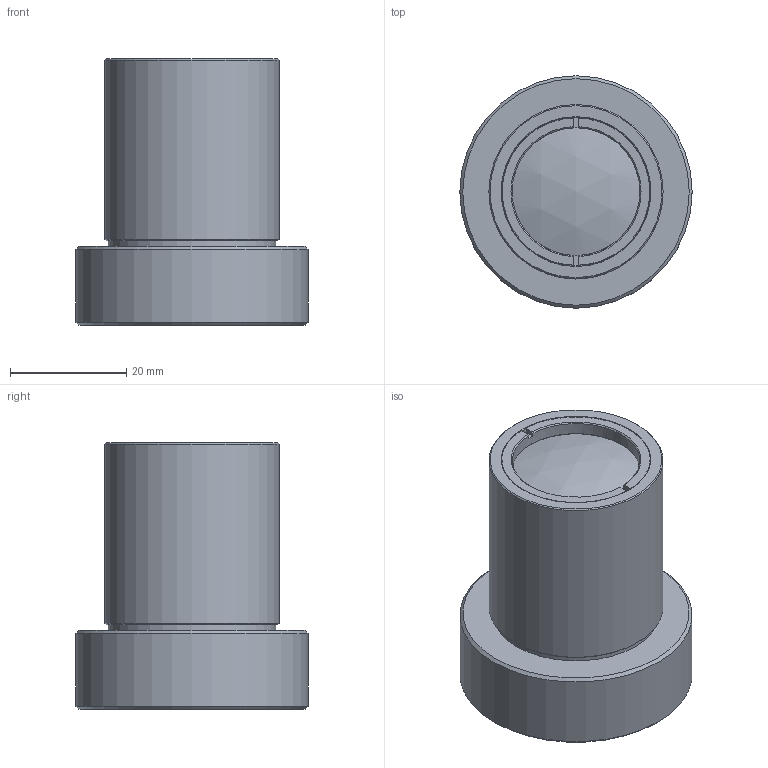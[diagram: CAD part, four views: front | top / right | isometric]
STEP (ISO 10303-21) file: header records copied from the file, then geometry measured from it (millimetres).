
FILE_DESCRIPTION(/* description */ (''),/* implementation_level */ '2;1');
FILE_NAME(/* name */ '__FFL3518_ALL.stp',/* time_stamp */ '2020-11-04T18:03:45+08:00',/* author */ (''),/* organization */ (''),/* preprocessor_version */ 'ST-DEVELOPER v16',/* originating_system */ 'SIEMENS PLM Software NX 10.0',/* authorisation */ '');
FILE_SCHEMA (('AUTOMOTIVE_DESIGN { 1 0 10303 214 3 1 1 1 }'));
Length unit declared in the file: millimetre
Products named in the file (1): Admi2A88A73A9nqy
Bounding box: 40 x 40 x 45.85 mm (x, y, z)
Volume: 21885 mm3; surface area: 15427.4 mm2
Topology: 5 solids, 5 shells, 118 faces, 240 edges, 154 vertices
Faces by surface type: plane 44, cone 40, cylinder 30, sphere 4
Full cylindrical faces by diameter (mm): 13.3 x1, 15 x1, 17 x1, 17.4 x1, 18.2 x1, 19.4 x1, 20.2 x1, 20.7 x1, 22 x2, 22.5 x1, 24 x2, 24.5 x1, 25.4 x1, 26 x1, 26.2 x1, 28.8 x1, 28.9 x1, 29.7 x1, 30 x1, 30.1 x1, 31 x1, 32 x2, 36.4 x1, 37 x1, 37.2 x1, 37.8 x1, 40 x1
Entity records: 2697 total; most frequent: DIRECTION 494, CARTESIAN_POINT 452, ORIENTED_EDGE 312, AXIS2_PLACEMENT_3D 233, EDGE_LOOP 211, FACE_BOUND 186, EDGE_CURVE 156, VERTEX_POINT 135
